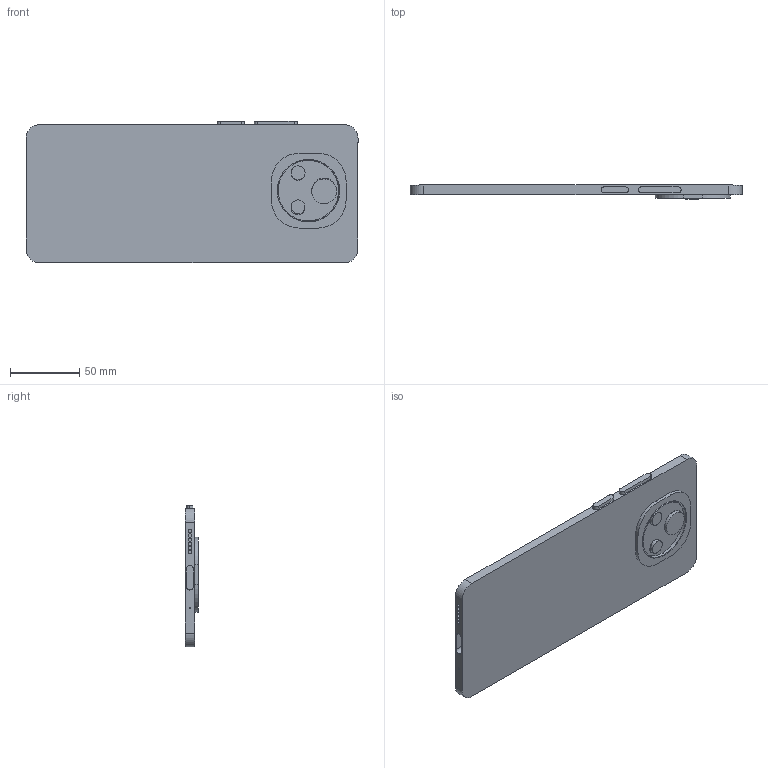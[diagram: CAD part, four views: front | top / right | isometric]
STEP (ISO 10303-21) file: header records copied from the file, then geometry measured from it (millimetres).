
FILE_DESCRIPTION (( 'STEP AP203' ), '1' );
FILE_NAME ('×°ÅäÌå2.STEP', '2025-01-14T10:33:17', ( '' ), ( '' ), 'SwSTEP 2.0', 'SolidWorks 2024', '' );
FILE_SCHEMA (( 'CONFIG_CONTROL_DESIGN' ));
Length unit declared in the file: millimetre
Products named in the file (6): 镜头1; 壳3; 镜头2; 装配体2; 壳1; zhb主体
Assembly tree (6 placements, depth 2):
  装配体2
    zhb主体
    壳3
    壳1
    镜头1
    镜头2  x2
Bounding box: 240 x 10 x 102.5 mm (x, y, z)
Volume: 171519.8 mm3; surface area: 60283.1 mm2
Topology: 6 solids, 6 shells, 101 faces, 219 edges, 146 vertices
Faces by surface type: cylinder 59, plane 42
Entity records: 3401 total; most frequent: DIRECTION 539, CARTESIAN_POINT 461, ORIENTED_EDGE 426, AXIS2_PLACEMENT_3D 220, EDGE_CURVE 213, VERTEX_POINT 142, EDGE_LOOP 121, CIRCLE 114
